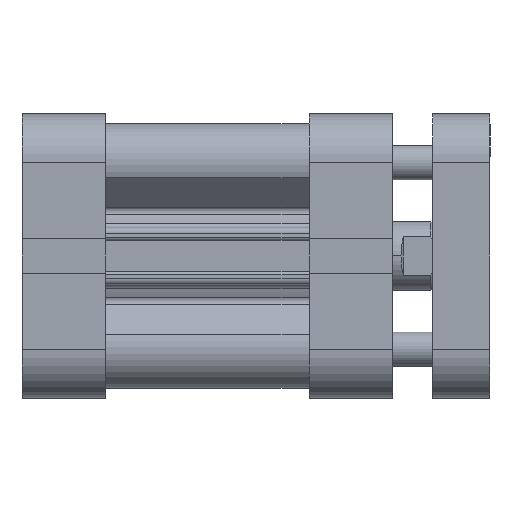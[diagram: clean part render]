
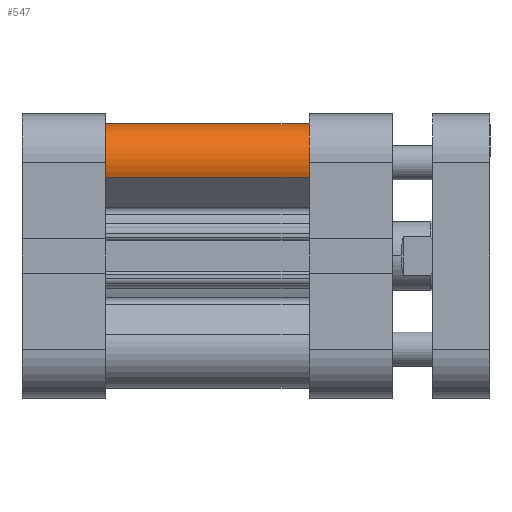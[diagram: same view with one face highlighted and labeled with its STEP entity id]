
A CAD part, front view. The second image highlights one B-rep face of the part: STEP entity #547.
In plain terms, the highlighted cylindrical face has radius 6.75 mm (diameter 13.5 mm), a partial arc.
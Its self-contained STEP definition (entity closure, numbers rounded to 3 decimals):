
#547 = ADVANCED_FACE ( 'NONE', ( #8935 ), #8938, .T. ) ;
#854 = VERTEX_POINT ( 'NONE', #10299 ) ;
#855 = VERTEX_POINT ( 'NONE', #10300 ) ;
#856 = VERTEX_POINT ( 'NONE', #10301 ) ;
#857 = VERTEX_POINT ( 'NONE', #10302 ) ;
#1722 = EDGE_LOOP ( 'NONE', ( #2770, #2768, #2849, #2848 ) ) ;
#2536 = EDGE_CURVE ( 'NONE', #857, #855, #9565, .T. ) ;
#2578 = EDGE_CURVE ( 'NONE', #855, #854, #9634, .T. ) ;
#2768 = ORIENTED_EDGE ( 'NONE', *, *, #2536, .T. ) ;
#2770 = ORIENTED_EDGE ( 'NONE', *, *, #2939, .F. ) ;
#2848 = ORIENTED_EDGE ( 'NONE', *, *, #2941, .F. ) ;
#2849 = ORIENTED_EDGE ( 'NONE', *, *, #2578, .T. ) ;
#2939 = EDGE_CURVE ( 'NONE', #857, #856, #9841, .T. ) ;
#2941 = EDGE_CURVE ( 'NONE', #856, #854, #9842, .T. ) ;
#3685 = AXIS2_PLACEMENT_3D ( 'NONE', #8440, #8439, #8438 ) ;
#3947 = AXIS2_PLACEMENT_3D ( 'NONE', #10925, #10926, #10927 ) ;
#3993 = AXIS2_PLACEMENT_3D ( 'NONE', #5363, #5370, #5371 ) ;
#5363 = CARTESIAN_POINT ( 'NONE',  ( -16.25, -16.25, 35.5 ) ) ;
#5369 = CARTESIAN_POINT ( 'NONE',  ( -13.633, -22.472, 35.5 ) ) ;
#5370 = DIRECTION ( 'NONE',  ( 0., 0., 1. ) ) ;
#5371 = DIRECTION ( 'NONE',  ( -1., 0., 0. ) ) ;
#5375 = DIRECTION ( 'NONE',  ( 0., 0., -1. ) ) ;
#8438 = DIRECTION ( 'NONE',  ( -1., 0., 0. ) ) ;
#8439 = DIRECTION ( 'NONE',  ( 0., 0., -1. ) ) ;
#8440 = CARTESIAN_POINT ( 'NONE',  ( -16.25, -16.25, 35.5 ) ) ;
#8935 = FACE_OUTER_BOUND ( 'NONE', #1722, .T. ) ;
#8938 = CYLINDRICAL_SURFACE ( 'NONE', #3685, 6.75 ) ;
#9565 = LINE ( 'NONE', #10828, #9566 ) ;
#9566 = VECTOR ( 'NONE', #10829, 1000. ) ;
#9634 = CIRCLE ( 'NONE', #3947, 6.75 ) ;
#9831 = VECTOR ( 'NONE', #5375, 1000. ) ;
#9841 = CIRCLE ( 'NONE', #3993, 6.75 ) ;
#9842 = LINE ( 'NONE', #5369, #9831 ) ;
#10299 = CARTESIAN_POINT ( 'NONE',  ( -13.633, -22.472, 0. ) ) ;
#10300 = CARTESIAN_POINT ( 'NONE',  ( -23., -16.25, 0. ) ) ;
#10301 = CARTESIAN_POINT ( 'NONE',  ( -13.633, -22.472, 35.5 ) ) ;
#10302 = CARTESIAN_POINT ( 'NONE',  ( -23., -16.25, 35.5 ) ) ;
#10828 = CARTESIAN_POINT ( 'NONE',  ( -23., -16.25, 35.5 ) ) ;
#10829 = DIRECTION ( 'NONE',  ( 0., 0., -1. ) ) ;
#10925 = CARTESIAN_POINT ( 'NONE',  ( -16.25, -16.25, 0. ) ) ;
#10926 = DIRECTION ( 'NONE',  ( 0., 0., 1. ) ) ;
#10927 = DIRECTION ( 'NONE',  ( -1., 0., 0. ) ) ;
